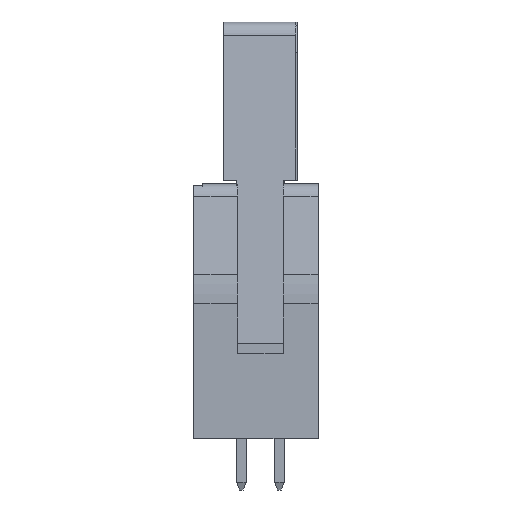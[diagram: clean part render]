
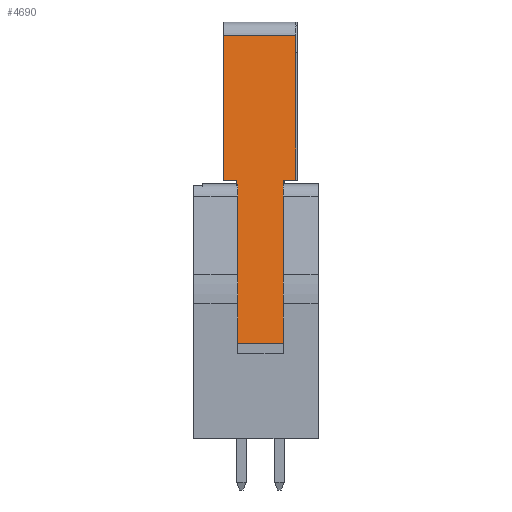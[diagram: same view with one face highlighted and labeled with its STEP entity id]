
A CAD part, left-side view. The second image highlights one B-rep face of the part: STEP entity #4690.
In plain terms, the highlighted face is planar.
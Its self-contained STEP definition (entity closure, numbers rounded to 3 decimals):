
#1226=ORIENTED_EDGE('',*,*,#2023,.T.);
#1227=ORIENTED_EDGE('',*,*,#2024,.F.);
#1228=ORIENTED_EDGE('',*,*,#2025,.T.);
#1229=ORIENTED_EDGE('',*,*,#2026,.T.);
#1230=ORIENTED_EDGE('',*,*,#2027,.F.);
#1231=ORIENTED_EDGE('',*,*,#2028,.F.);
#1232=ORIENTED_EDGE('',*,*,#2029,.T.);
#1233=ORIENTED_EDGE('',*,*,#2030,.F.);
#2023=EDGE_CURVE('',#2510,#2511,#3079,.T.);
#2024=EDGE_CURVE('',#2512,#2511,#3080,.T.);
#2025=EDGE_CURVE('',#2512,#2513,#3081,.F.);
#2026=EDGE_CURVE('',#2513,#2514,#3082,.T.);
#2027=EDGE_CURVE('',#2515,#2514,#3083,.T.);
#2028=EDGE_CURVE('',#2516,#2515,#3084,.T.);
#2029=EDGE_CURVE('',#2516,#2517,#3085,.T.);
#2030=EDGE_CURVE('',#2510,#2517,#3086,.T.);
#2510=VERTEX_POINT('',#7362);
#2511=VERTEX_POINT('',#7363);
#2512=VERTEX_POINT('',#7365);
#2513=VERTEX_POINT('',#7367);
#2514=VERTEX_POINT('',#7369);
#2515=VERTEX_POINT('',#7371);
#2516=VERTEX_POINT('',#7373);
#2517=VERTEX_POINT('',#7375);
#3079=LINE('',#7361,#3677);
#3080=LINE('',#7364,#3678);
#3081=LINE('',#7366,#3679);
#3082=LINE('',#7368,#3680);
#3083=LINE('',#7370,#3681);
#3084=LINE('',#7372,#3682);
#3085=LINE('',#7374,#3683);
#3086=LINE('',#7376,#3684);
#3677=VECTOR('',#6014,1000.);
#3678=VECTOR('',#6015,1000.);
#3679=VECTOR('',#6016,1000.);
#3680=VECTOR('',#6017,1000.);
#3681=VECTOR('',#6018,1000.);
#3682=VECTOR('',#6019,1000.);
#3683=VECTOR('',#6020,1000.);
#3684=VECTOR('',#6021,1000.);
#3986=EDGE_LOOP('',(#1226,#1227,#1228,#1229,#1230,#1231,#1232,#1233));
#4252=FACE_BOUND('',#3986,.T.);
#4472=PLANE('',#5003);
#4690=ADVANCED_FACE('',(#4252),#4472,.T.);
#5003=AXIS2_PLACEMENT_3D('',#7360,#6012,#6013);
#6012=DIRECTION('',(0.993,0.,0.117));
#6013=DIRECTION('',(0.117,0.,-0.993));
#6014=DIRECTION('',(0.,1.,0.));
#6015=DIRECTION('',(0.117,0.,-0.993));
#6016=DIRECTION('',(0.,1.,0.));
#6017=DIRECTION('',(0.117,0.,-0.993));
#6018=DIRECTION('',(0.,-1.,0.));
#6019=DIRECTION('',(-0.117,0.,0.993));
#6020=DIRECTION('',(0.,1.,0.));
#6021=DIRECTION('',(0.117,0.,-0.993));
#7360=CARTESIAN_POINT('',(2.,-2.4,14.274));
#7361=CARTESIAN_POINT('',(3.364,1.57,2.738));
#7362=CARTESIAN_POINT('',(3.364,1.57,2.738));
#7363=CARTESIAN_POINT('',(3.364,2.4,2.738));
#7364=CARTESIAN_POINT('',(2.,2.4,14.274));
#7365=CARTESIAN_POINT('',(2.221,2.4,12.403));
#7366=CARTESIAN_POINT('',(2.221,-2.4,12.403));
#7367=CARTESIAN_POINT('',(2.221,-2.4,12.403));
#7368=CARTESIAN_POINT('',(2.,-2.4,14.274));
#7369=CARTESIAN_POINT('',(3.364,-2.4,2.738));
#7370=CARTESIAN_POINT('',(3.364,-1.57,2.738));
#7371=CARTESIAN_POINT('',(3.364,-1.57,2.738));
#7372=CARTESIAN_POINT('',(3.364,-1.57,2.738));
#7373=CARTESIAN_POINT('',(4.65,-1.57,-8.145));
#7374=CARTESIAN_POINT('',(4.65,-2.4,-8.145));
#7375=CARTESIAN_POINT('',(4.65,1.57,-8.145));
#7376=CARTESIAN_POINT('',(3.364,1.57,2.738));
